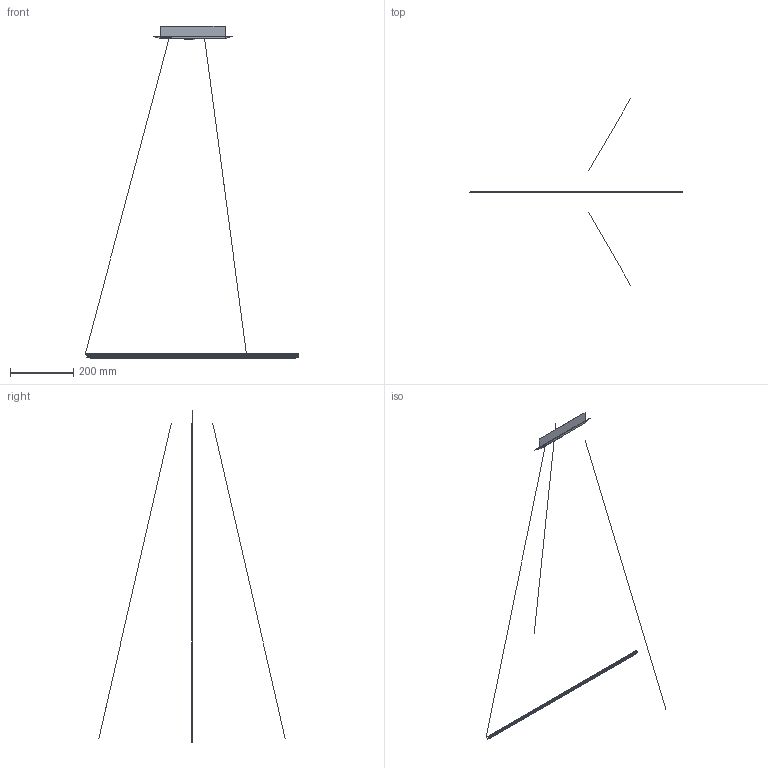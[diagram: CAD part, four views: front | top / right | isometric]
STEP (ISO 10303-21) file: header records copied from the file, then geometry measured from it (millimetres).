
FILE_DESCRIPTION(/* description */ (''),/* implementation_level */ '2;1');
FILE_NAME(/* name */ '3D_Edgelighting sospensione',/* time_stamp */ '2015-03-30T10:03:12+02:00',/* author */ (''),/* organization */ (''),/* preprocessor_version */ 'ST-DEVELOPER v10',/* originating_system */ '',/* authorisation */ '');
FILE_SCHEMA (('CONFIG_CONTROL_DESIGN'));
Length unit declared in the file: millimetre
Products named in the file (1): 1
Bounding box: 674.07 x 587.72 x 1047.35 mm (x, y, z)
Volume: 3080950.1 mm3; surface area: 1040166.8 mm2
Topology: 3 solids, 6 shells, 46 faces, 98 edges, 48 vertices
Faces by surface type: bspline 46
Entity records: 1998 total; most frequent: CARTESIAN_POINT 1399, ORIENTED_EDGE 168, EDGE_CURVE 87, VERTEX_POINT 48, ADVANCED_FACE 46, FACE_OUTER_BOUND 46, EDGE_LOOP 46, B_SPLINE_CURVE_WITH_KNOTS 31
